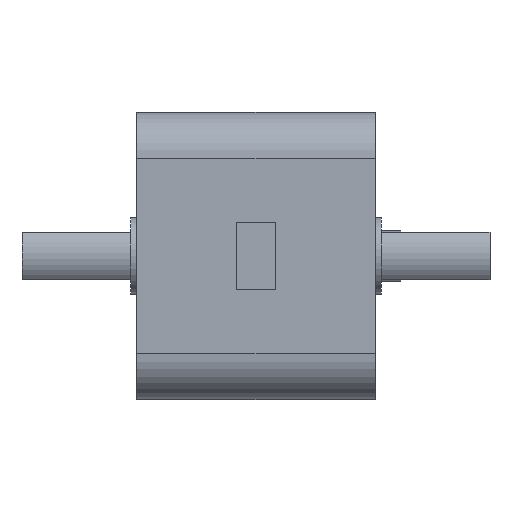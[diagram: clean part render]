
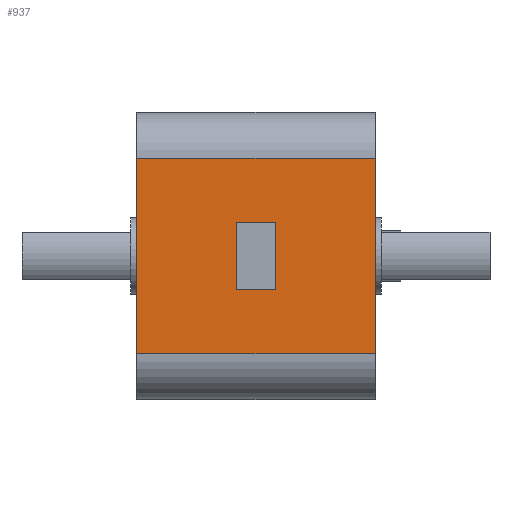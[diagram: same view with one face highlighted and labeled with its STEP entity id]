
A CAD part, left-side view. The second image highlights one B-rep face of the part: STEP entity #937.
In plain terms, the highlighted planar face has unit normal (-1, 0, 0).
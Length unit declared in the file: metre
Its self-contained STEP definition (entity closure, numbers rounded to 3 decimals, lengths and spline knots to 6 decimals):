
#51=LINE('',#1693,#129);
#52=LINE('',#1697,#130);
#53=LINE('',#1699,#131);
#54=LINE('',#1701,#132);
#55=LINE('',#1702,#133);
#56=LINE('',#1705,#134);
#57=LINE('',#1707,#135);
#58=LINE('',#1709,#136);
#129=VECTOR('',#1405,1.);
#130=VECTOR('',#1410,1.);
#131=VECTOR('',#1411,1.);
#132=VECTOR('',#1412,1.);
#133=VECTOR('',#1413,1.);
#134=VECTOR('',#1414,1.);
#135=VECTOR('',#1415,1.);
#136=VECTOR('',#1416,1.);
#211=ORIENTED_EDGE('',*,*,#467,.F.);
#212=ORIENTED_EDGE('',*,*,#465,.F.);
#213=ORIENTED_EDGE('',*,*,#468,.F.);
#214=ORIENTED_EDGE('',*,*,#469,.F.);
#215=ORIENTED_EDGE('',*,*,#470,.T.);
#216=ORIENTED_EDGE('',*,*,#471,.T.);
#217=ORIENTED_EDGE('',*,*,#472,.T.);
#218=ORIENTED_EDGE('',*,*,#473,.T.);
#465=EDGE_CURVE('',#593,#585,#51,.T.);
#467=EDGE_CURVE('',#585,#595,#52,.T.);
#468=EDGE_CURVE('',#596,#593,#53,.T.);
#469=EDGE_CURVE('',#595,#596,#54,.T.);
#470=EDGE_CURVE('',#597,#598,#55,.T.);
#471=EDGE_CURVE('',#598,#599,#56,.T.);
#472=EDGE_CURVE('',#599,#600,#57,.T.);
#473=EDGE_CURVE('',#600,#597,#58,.T.);
#585=VERTEX_POINT('',#1676);
#593=VERTEX_POINT('',#1692);
#595=VERTEX_POINT('',#1698);
#596=VERTEX_POINT('',#1700);
#597=VERTEX_POINT('',#1703);
#598=VERTEX_POINT('',#1704);
#599=VERTEX_POINT('',#1706);
#600=VERTEX_POINT('',#1708);
#717=EDGE_LOOP('',(#211,#212,#213,#214));
#718=EDGE_LOOP('',(#215,#216,#217,#218));
#789=FACE_BOUND('',#717,.T.);
#790=FACE_BOUND('',#718,.T.);
#860=PLANE('',#1293);
#937=ADVANCED_FACE('',(#789,#790),#860,.T.);
#1293=AXIS2_PLACEMENT_3D('',#1696,#1408,#1409);
#1405=DIRECTION('',(0.,0.,1.));
#1408=DIRECTION('',(-1.,0.,0.));
#1409=DIRECTION('',(0.,0.,1.));
#1410=DIRECTION('',(0.,-1.,0.));
#1411=DIRECTION('',(0.,1.,0.));
#1412=DIRECTION('',(0.,0.,-1.));
#1413=DIRECTION('',(0.,0.,1.));
#1414=DIRECTION('',(0.,-1.,0.));
#1415=DIRECTION('',(0.,0.,-1.));
#1416=DIRECTION('',(0.,1.,0.));
#1676=CARTESIAN_POINT('',(-0.0185,0.01865,0.00765));
#1692=CARTESIAN_POINT('',(-0.0185,0.01865,-0.00765));
#1693=CARTESIAN_POINT('',(-0.0185,0.01865,0.01125));
#1696=CARTESIAN_POINT('',(-0.0185,0.,-0.01125));
#1697=CARTESIAN_POINT('',(-0.0185,0.,0.00765));
#1698=CARTESIAN_POINT('',(-0.0185,0.,0.00765));
#1699=CARTESIAN_POINT('',(-0.0185,0.,-0.00765));
#1700=CARTESIAN_POINT('',(-0.0185,0.,-0.00765));
#1701=CARTESIAN_POINT('',(-0.0185,0.,0.01125));
#1702=CARTESIAN_POINT('',(-0.0185,0.010875,-0.0043));
#1703=CARTESIAN_POINT('',(-0.0185,0.010875,-0.00265));
#1704=CARTESIAN_POINT('',(-0.0185,0.010875,0.00265));
#1705=CARTESIAN_POINT('',(-0.0185,0.003888,0.00265));
#1706=CARTESIAN_POINT('',(-0.0185,0.007775,0.00265));
#1707=CARTESIAN_POINT('',(-0.0185,0.007775,-0.00695));
#1708=CARTESIAN_POINT('',(-0.0185,0.007775,-0.00265));
#1709=CARTESIAN_POINT('',(-0.0185,0.005438,-0.00265));
